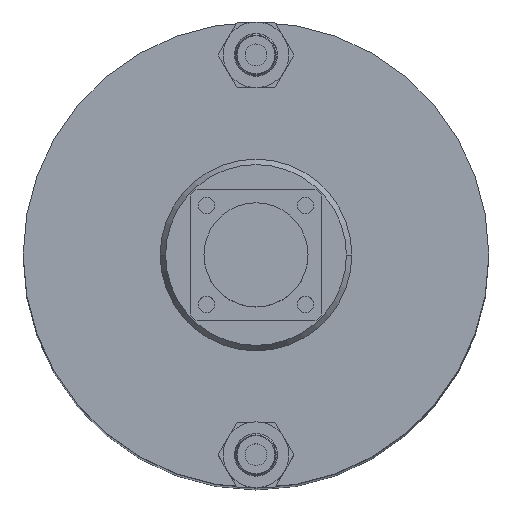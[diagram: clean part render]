
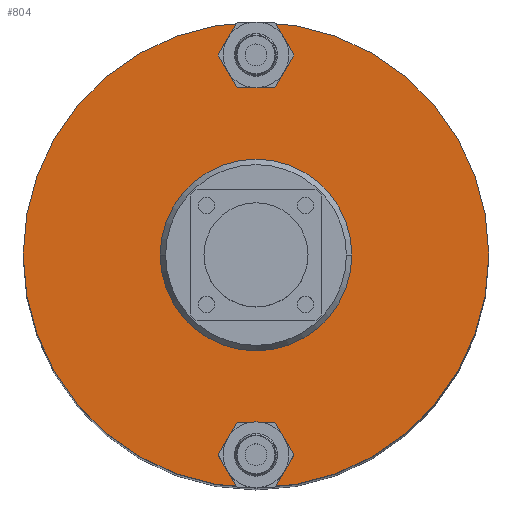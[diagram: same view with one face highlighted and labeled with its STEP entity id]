
A CAD part, top view. The second image highlights one B-rep face of the part: STEP entity #804.
In plain terms, the highlighted planar face has unit normal (0, 0, 1).
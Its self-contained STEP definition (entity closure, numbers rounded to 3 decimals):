
#13 = DIRECTION ( 'NONE',  ( 0., 0., 1. ) ) ;
#14 = AXIS2_PLACEMENT_3D ( 'NONE', #1216, #2566, #138 ) ;
#59 = EDGE_CURVE ( 'NONE', #3691, #2844, #4278, .T. ) ;
#138 = DIRECTION ( 'NONE',  ( 1., 0., 0. ) ) ;
#178 = DIRECTION ( 'NONE',  ( 0., 0., 1. ) ) ;
#612 = AXIS2_PLACEMENT_3D ( 'NONE', #692, #3734, #3043 ) ;
#692 = CARTESIAN_POINT ( 'NONE',  ( 0., 0., 26.5 ) ) ;
#699 = CIRCLE ( 'NONE', #612, 42.5 ) ;
#744 = FACE_BOUND ( 'NONE', #3308, .T. ) ;
#774 = CARTESIAN_POINT ( 'NONE',  ( 0., 0., 26.5 ) ) ;
#804 = ADVANCED_FACE ( 'NONE', ( #744, #4220 ), #1397, .T. ) ;
#949 = AXIS2_PLACEMENT_3D ( 'NONE', #774, #2770, #3460 ) ;
#1216 = CARTESIAN_POINT ( 'NONE',  ( 0., 0., 26.5 ) ) ;
#1366 = ORIENTED_EDGE ( 'NONE', *, *, #1502, .T. ) ;
#1397 = PLANE ( 'NONE',  #3838 ) ;
#1498 = CARTESIAN_POINT ( 'NONE',  ( 17.5, 0., 26.5 ) ) ;
#1502 = EDGE_CURVE ( 'NONE', #2844, #3691, #699, .T. ) ;
#1531 = VERTEX_POINT ( 'NONE', #1764 ) ;
#1757 = CARTESIAN_POINT ( 'NONE',  ( 0., 0., 26.5 ) ) ;
#1764 = CARTESIAN_POINT ( 'NONE',  ( -17.5, 0., 26.5 ) ) ;
#1854 = EDGE_LOOP ( 'NONE', ( #2905, #1366 ) ) ;
#1962 = CIRCLE ( 'NONE', #949, 17.5 ) ;
#2122 = DIRECTION ( 'NONE',  ( 1., 0., 0. ) ) ;
#2498 = ORIENTED_EDGE ( 'NONE', *, *, #4313, .F. ) ;
#2566 = DIRECTION ( 'NONE',  ( 0., 0., 1. ) ) ;
#2594 = CIRCLE ( 'NONE', #14, 17.5 ) ;
#2770 = DIRECTION ( 'NONE',  ( 0., 0., 1. ) ) ;
#2844 = VERTEX_POINT ( 'NONE', #3718 ) ;
#2905 = ORIENTED_EDGE ( 'NONE', *, *, #59, .T. ) ;
#2952 = DIRECTION ( 'NONE',  ( 1., 0., 0. ) ) ;
#3043 = DIRECTION ( 'NONE',  ( 1., 0., 0. ) ) ;
#3072 = EDGE_CURVE ( 'NONE', #3754, #1531, #1962, .T. ) ;
#3308 = EDGE_LOOP ( 'NONE', ( #2498, #3649 ) ) ;
#3458 = CARTESIAN_POINT ( 'NONE',  ( -42.5, 0., 26.5 ) ) ;
#3460 = DIRECTION ( 'NONE',  ( 1., 0., 0. ) ) ;
#3573 = CARTESIAN_POINT ( 'NONE',  ( 0., 0., 26.5 ) ) ;
#3642 = AXIS2_PLACEMENT_3D ( 'NONE', #3573, #178, #2952 ) ;
#3649 = ORIENTED_EDGE ( 'NONE', *, *, #3072, .F. ) ;
#3691 = VERTEX_POINT ( 'NONE', #3458 ) ;
#3718 = CARTESIAN_POINT ( 'NONE',  ( 42.5, 0., 26.5 ) ) ;
#3734 = DIRECTION ( 'NONE',  ( 0., 0., 1. ) ) ;
#3754 = VERTEX_POINT ( 'NONE', #1498 ) ;
#3838 = AXIS2_PLACEMENT_3D ( 'NONE', #1757, #13, #2122 ) ;
#4220 = FACE_OUTER_BOUND ( 'NONE', #1854, .T. ) ;
#4278 = CIRCLE ( 'NONE', #3642, 42.5 ) ;
#4313 = EDGE_CURVE ( 'NONE', #1531, #3754, #2594, .T. ) ;
